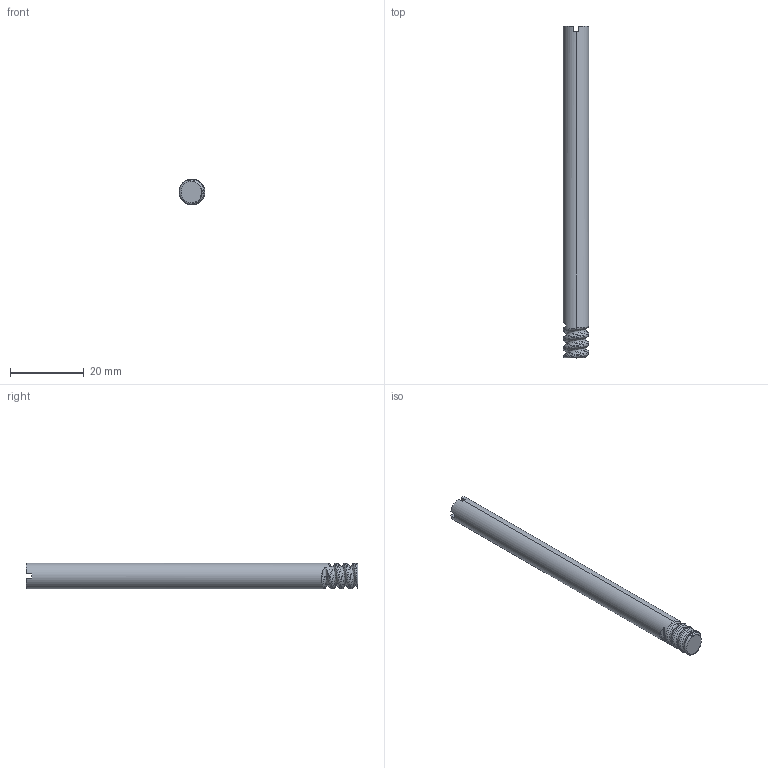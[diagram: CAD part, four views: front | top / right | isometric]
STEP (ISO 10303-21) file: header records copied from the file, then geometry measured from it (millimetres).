
FILE_DESCRIPTION (( 'STEP AP214' ), '1' );
FILE_NAME ('rail_bolt.STEP', '2019-08-29T16:47:10', ( '' ), ( '' ), 'SwSTEP 2.0', 'SolidWorks 2012', '' );
FILE_SCHEMA (( 'AUTOMOTIVE_DESIGN' ));
Length unit declared in the file: millimetre
Products named in the file (1): rail_bolt
Bounding box: 6.94 x 90 x 6.95 mm (x, y, z)
Volume: 3320.3 mm3; surface area: 2087.3 mm2
Topology: 1 solids, 1 shells, 35 faces, 95 edges, 62 vertices
Faces by surface type: plane 16, cylinder 11, bspline 5, torus 3
Entity records: 2879 total; most frequent: CARTESIAN_POINT 2052, ORIENTED_EDGE 190, DIRECTION 142, EDGE_CURVE 95, VERTEX_POINT 62, AXIS2_PLACEMENT_3D 50, LINE 42, VECTOR 42
